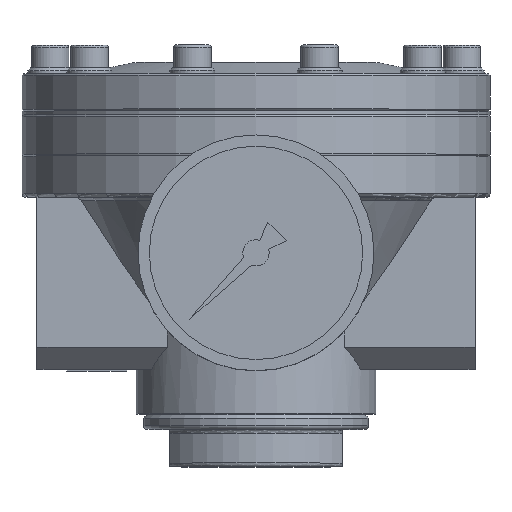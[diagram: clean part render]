
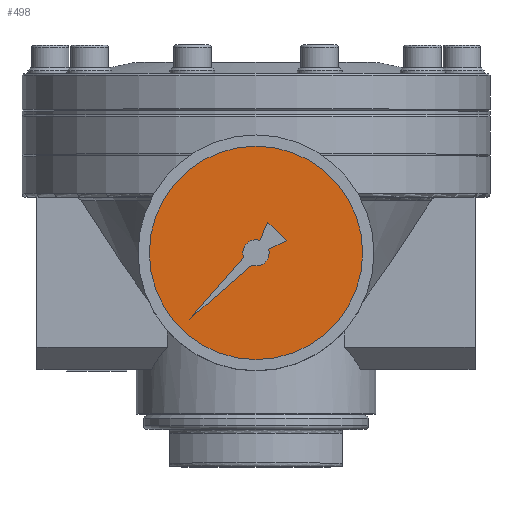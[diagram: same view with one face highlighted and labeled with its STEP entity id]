
A CAD part, top view. The second image highlights one B-rep face of the part: STEP entity #498.
In plain terms, the highlighted planar face has unit normal (0, 0, 1).
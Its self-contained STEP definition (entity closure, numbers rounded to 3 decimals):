
#498 = ADVANCED_FACE( '', ( #1198, #1199 ), #1200, .F. );
#1198 = FACE_OUTER_BOUND( '', #2171, .T. );
#1199 = FACE_BOUND( '', #2172, .T. );
#1200 = PLANE( '', #2173 );
#2171 = EDGE_LOOP( '', ( #3492 ) );
#2172 = EDGE_LOOP( '', ( #3493, #3494, #3495, #3496, #3497, #3498, #3499 ) );
#2173 = AXIS2_PLACEMENT_3D( '', #3500, #3501, #3502 );
#3492 = ORIENTED_EDGE( '', *, *, #5399, .F. );
#3493 = ORIENTED_EDGE( '', *, *, #5431, .F. );
#3494 = ORIENTED_EDGE( '', *, *, #5432, .F. );
#3495 = ORIENTED_EDGE( '', *, *, #5433, .F. );
#3496 = ORIENTED_EDGE( '', *, *, #5434, .F. );
#3497 = ORIENTED_EDGE( '', *, *, #5435, .F. );
#3498 = ORIENTED_EDGE( '', *, *, #5436, .F. );
#3499 = ORIENTED_EDGE( '', *, *, #5437, .F. );
#3500 = CARTESIAN_POINT( '', ( 0., 0., 49.5 ) );
#3501 = DIRECTION( '', ( 0., 0., -1. ) );
#3502 = DIRECTION( '', ( -1., 0., 0. ) );
#5399 = EDGE_CURVE( '', #6450, #6450, #6451, .T. );
#5431 = EDGE_CURVE( '', #6500, #6501, #6502, .T. );
#5432 = EDGE_CURVE( '', #6503, #6500, #6504, .F. );
#5433 = EDGE_CURVE( '', #6505, #6503, #6506, .T. );
#5434 = EDGE_CURVE( '', #6507, #6505, #6508, .T. );
#5435 = EDGE_CURVE( '', #6509, #6507, #6510, .T. );
#5436 = EDGE_CURVE( '', #6511, #6509, #6512, .T. );
#5437 = EDGE_CURVE( '', #6501, #6511, #6513, .T. );
#6450 = VERTEX_POINT( '', #7989 );
#6451 = CIRCLE( '', #7990, 28.5 );
#6500 = VERTEX_POINT( '', #8048 );
#6501 = VERTEX_POINT( '', #8049 );
#6502 = LINE( '', #8050, #8051 );
#6503 = VERTEX_POINT( '', #8052 );
#6504 = CIRCLE( '', #8053, 3.5 );
#6505 = VERTEX_POINT( '', #8054 );
#6506 = LINE( '', #8055, #8056 );
#6507 = VERTEX_POINT( '', #8057 );
#6508 = LINE( '', #8058, #8059 );
#6509 = VERTEX_POINT( '', #8060 );
#6510 = LINE( '', #8061, #8062 );
#6511 = VERTEX_POINT( '', #8063 );
#6512 = CIRCLE( '', #8064, 3.5 );
#6513 = LINE( '', #8065, #8066 );
#7989 = CARTESIAN_POINT( '', ( -28.5, 0., 49.5 ) );
#7990 = AXIS2_PLACEMENT_3D( '', #9375, #9376, #9377 );
#8048 = CARTESIAN_POINT( '', ( -3.297, -1.175, 49.5 ) );
#8049 = CARTESIAN_POINT( '', ( -17.678, -17.678, 49.5 ) );
#8050 = CARTESIAN_POINT( '', ( -3.297, -1.175, 49.5 ) );
#8051 = VECTOR( '', #9420, 1000. );
#8052 = CARTESIAN_POINT( '', ( 0.96, 3.366, 49.5 ) );
#8053 = AXIS2_PLACEMENT_3D( '', #9421, #9422, #9423 );
#8054 = CARTESIAN_POINT( '', ( 3.182, 8.132, 49.5 ) );
#8055 = CARTESIAN_POINT( '', ( 3.182, 8.132, 49.5 ) );
#8056 = VECTOR( '', #9424, 1000. );
#8057 = CARTESIAN_POINT( '', ( 8.132, 3.182, 49.5 ) );
#8058 = CARTESIAN_POINT( '', ( 8.132, 3.182, 49.5 ) );
#8059 = VECTOR( '', #9425, 1000. );
#8060 = CARTESIAN_POINT( '', ( 3.366, 0.96, 49.5 ) );
#8061 = CARTESIAN_POINT( '', ( 3.366, 0.96, 49.5 ) );
#8062 = VECTOR( '', #9426, 1000. );
#8063 = CARTESIAN_POINT( '', ( -1.175, -3.297, 49.5 ) );
#8064 = AXIS2_PLACEMENT_3D( '', #9427, #9428, #9429 );
#8065 = CARTESIAN_POINT( '', ( -17.678, -17.678, 49.5 ) );
#8066 = VECTOR( '', #9430, 1000. );
#9375 = CARTESIAN_POINT( '', ( 0., 0., 49.5 ) );
#9376 = DIRECTION( '', ( 0., 0., -1. ) );
#9377 = DIRECTION( '', ( -1., 0., 0. ) );
#9420 = DIRECTION( '', ( -0.657, -0.754, 0. ) );
#9421 = CARTESIAN_POINT( '', ( 0., 0., 49.5 ) );
#9422 = DIRECTION( '', ( 0., 0., -1. ) );
#9423 = DIRECTION( '', ( -1., 0., 0. ) );
#9424 = DIRECTION( '', ( -0.423, -0.906, 0. ) );
#9425 = DIRECTION( '', ( -0.707, 0.707, 0. ) );
#9426 = DIRECTION( '', ( 0.906, 0.423, 0. ) );
#9427 = CARTESIAN_POINT( '', ( 0., 0., 49.5 ) );
#9428 = DIRECTION( '', ( 0., 0., 1. ) );
#9429 = DIRECTION( '', ( 1., 0., 0. ) );
#9430 = DIRECTION( '', ( 0.754, 0.657, 0. ) );
